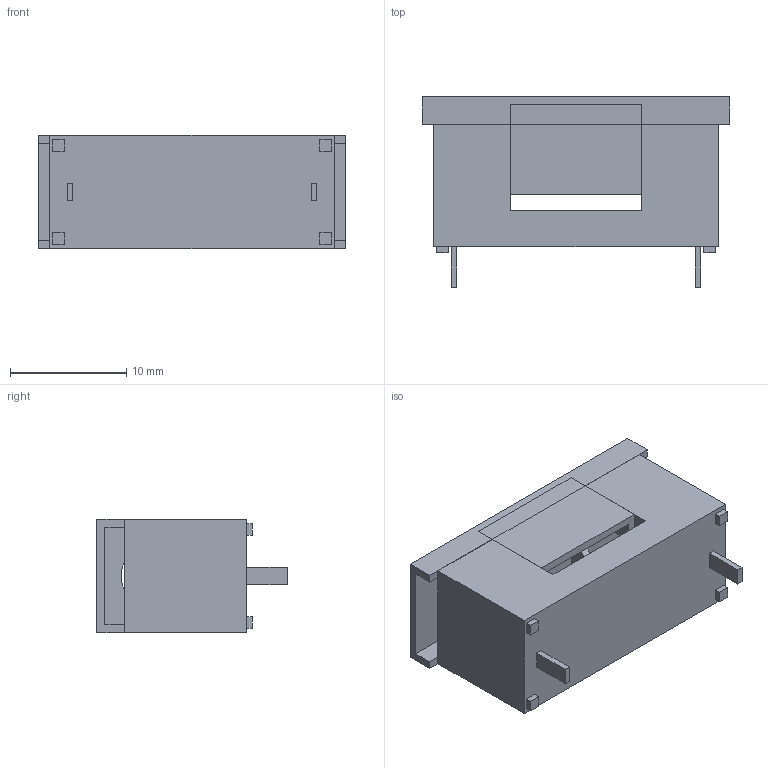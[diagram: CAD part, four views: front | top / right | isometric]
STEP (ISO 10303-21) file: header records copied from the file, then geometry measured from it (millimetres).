
FILE_DESCRIPTION (( 'STEP AP214' ), '1' );
FILE_NAME ('User Library-FH-101C.STEP', '2022-06-29T06:08:47', ( '' ), ( '' ), 'SwSTEP 2.0', 'SolidWorks 2021', '' );
FILE_SCHEMA (( 'AUTOMOTIVE_DESIGN' ));
Length unit declared in the file: millimetre
Products named in the file (1): User Library-FH-101C
Bounding box: 26.5 x 16.4 x 9.8 mm (x, y, z)
Volume: 1708.9 mm3; surface area: 2906.3 mm2
Topology: 5 solids, 5 shells, 203 faces, 540 edges, 360 vertices
Faces by surface type: plane 153, bspline 48, cylinder 2
Entity records: 12573 total; most frequent: CARTESIAN_POINT 5532, ORIENTED_EDGE 1080, DIRECTION 760, EDGE_CURVE 540, LINE 440, VECTOR 440, VERTEX_POINT 360, EDGE_LOOP 216
